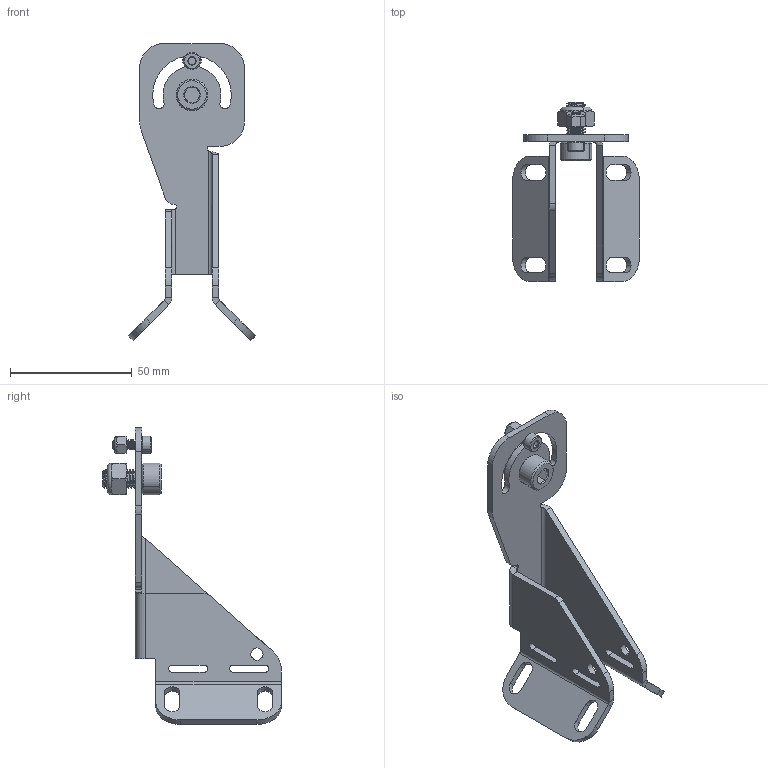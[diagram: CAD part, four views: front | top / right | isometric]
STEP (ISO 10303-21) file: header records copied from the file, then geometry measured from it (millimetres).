
FILE_DESCRIPTION (( 'STEP AP203' ), '1' );
FILE_NAME ('PTU-MK.STEP', '2022-03-16T17:44:03', ( '' ), ( '' ), 'SwSTEP 2.0', 'SolidWorks 2021', '' );
FILE_SCHEMA (( 'CONFIG_CONTROL_DESIGN' ));
Length unit declared in the file: inch
Products named in the file (6): 93625A300_93625A300; 201254; 91292A145_91292A145; PTU-MK; 91292A117; 93625A150
Assembly tree (5 placements, depth 2):
  PTU-MK
    201254
    93625A150
    93625A300_93625A300
    91292A117
    91292A145_91292A145
Bounding box: 52 x 73.33 x 121.89 mm (x, y, z)
Volume: 23660.2 mm3; surface area: 21236.9 mm2
Topology: 7 solids, 7 shells, 391 faces, 1022 edges, 649 vertices
Faces by surface type: cylinder 212, plane 97, cone 66, bspline 12, torus 4
Entity records: 17567 total; most frequent: CARTESIAN_POINT 8184, ORIENTED_EDGE 2044, DIRECTION 1640, EDGE_CURVE 1022, VERTEX_POINT 649, AXIS2_PLACEMENT_3D 616, EDGE_LOOP 427, LINE 408
